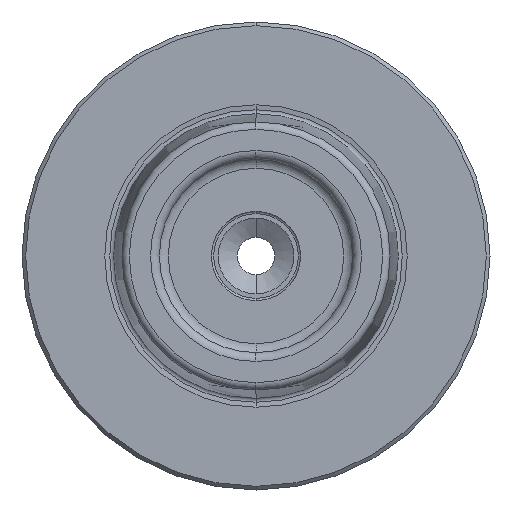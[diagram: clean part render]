
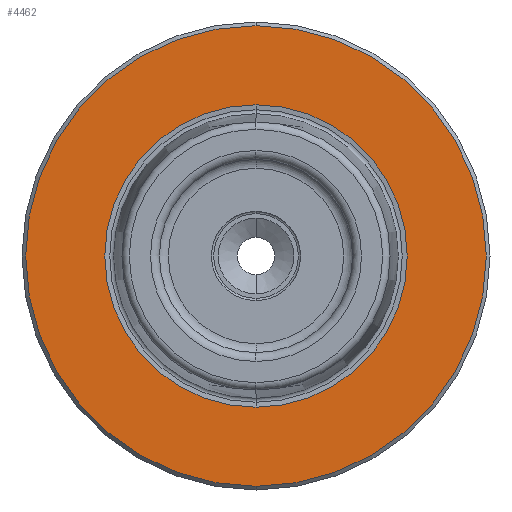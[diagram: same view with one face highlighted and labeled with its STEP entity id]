
A CAD part, left-side view. The second image highlights one B-rep face of the part: STEP entity #4462.
In plain terms, the highlighted planar face has unit normal (-1, 0, 0).
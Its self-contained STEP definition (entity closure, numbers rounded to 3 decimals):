
#4400=CARTESIAN_POINT('',(0.,0.,-20.358));
#4401=VERTEX_POINT('',#4400);
#4408=CARTESIAN_POINT('',(0.,-0.,20.358));
#4409=VERTEX_POINT('',#4408);
#4410=CARTESIAN_POINT('',(0.,0.,0.));
#4411=DIRECTION('',(-1.,0.,0.));
#4412=DIRECTION('',(0.,0.,1.));
#4413=AXIS2_PLACEMENT_3D('',#4410,#4411,#4412);
#4414=CIRCLE('',#4413,20.358);
#4415=EDGE_CURVE('',#4401,#4409,#4414,.T.);
#4427=CARTESIAN_POINT('',(0.,0.,20.358));
#4428=DIRECTION('',(1.,0.,0.));
#4429=DIRECTION('',(0.,0.,-1.));
#4430=AXIS2_PLACEMENT_3D('',#4427,#4428,#4429);
#4431=PLANE('',#4430);
#4432=ORIENTED_EDGE('',*,*,#4415,.F.);
#4433=CARTESIAN_POINT('',(0.,0.,0.));
#4434=DIRECTION('',(-1.,0.,0.));
#4435=DIRECTION('',(0.,0.,1.));
#4436=AXIS2_PLACEMENT_3D('',#4433,#4434,#4435);
#4437=CIRCLE('',#4436,20.358);
#4438=EDGE_CURVE('',#4409,#4401,#4437,.T.);
#4439=ORIENTED_EDGE('',*,*,#4438,.F.);
#4440=EDGE_LOOP('',(#4432,#4439));
#4441=FACE_BOUND('',#4440,.T.);
#4442=CARTESIAN_POINT('',(-0.,-0.,31.));
#4443=VERTEX_POINT('',#4442);
#4444=CARTESIAN_POINT('',(-0.,0.,-31.));
#4445=VERTEX_POINT('',#4444);
#4446=CARTESIAN_POINT('',(0.,0.,0.));
#4447=DIRECTION('',(-1.,0.,0.));
#4448=DIRECTION('',(0.,0.,1.));
#4449=AXIS2_PLACEMENT_3D('',#4446,#4447,#4448);
#4450=CIRCLE('',#4449,31.);
#4451=EDGE_CURVE('',#4443,#4445,#4450,.T.);
#4452=ORIENTED_EDGE('',*,*,#4451,.T.);
#4453=CARTESIAN_POINT('',(0.,0.,0.));
#4454=DIRECTION('',(-1.,0.,0.));
#4455=DIRECTION('',(0.,0.,1.));
#4456=AXIS2_PLACEMENT_3D('',#4453,#4454,#4455);
#4457=CIRCLE('',#4456,31.);
#4458=EDGE_CURVE('',#4445,#4443,#4457,.T.);
#4459=ORIENTED_EDGE('',*,*,#4458,.T.);
#4460=EDGE_LOOP('',(#4452,#4459));
#4461=FACE_BOUND('',#4460,.T.);
#4462=ADVANCED_FACE('',(#4441,#4461),#4431,.F.);
